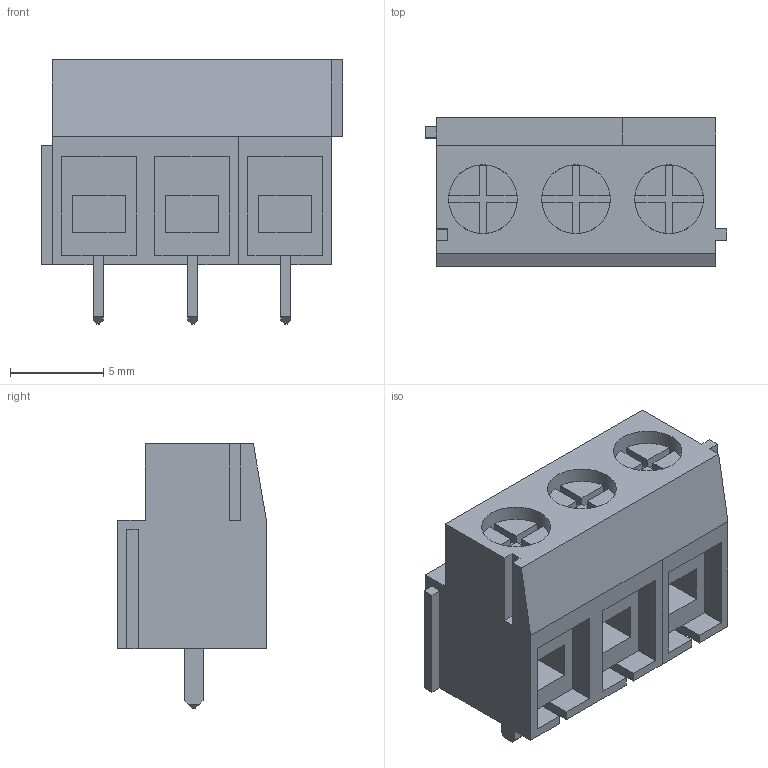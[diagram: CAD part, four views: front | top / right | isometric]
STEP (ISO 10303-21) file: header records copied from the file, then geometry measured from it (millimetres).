
FILE_DESCRIPTION(/* description */ (''),/* implementation_level */ '2;1');
FILE_NAME(/* name */ 'Terminal Block - 1X3.step',/* time_stamp */ '2022-01-10T20:38:43-07:00',/* author */ (''),/* organization */ (''),/* preprocessor_version */ 'ST-DEVELOPER v18.1',/* originating_system */ 'Autodesk Translation Framework v10.10.0.1391',/* authorisation */ '');
FILE_SCHEMA (('AUTOMOTIVE_DESIGN { 1 0 10303 214 3 1 1 }'));
Length unit declared in the file: millimetre
Products named in the file (1): Terminal Block - 1X3
Bounding box: 16.2 x 8 x 14.2 mm (x, y, z)
Volume: 1000.2 mm3; surface area: 1184.8 mm2
Topology: 1 solids, 1 shells, 146 faces, 398 edges, 259 vertices
Faces by surface type: plane 143, cylinder 3
Full cylindrical faces by diameter (mm): 3.7 x3
Entity records: 4562 total; most frequent: CARTESIAN_POINT 804, ORIENTED_EDGE 796, DIRECTION 722, EDGE_CURVE 398, LINE 368, VECTOR 368, VERTEX_POINT 259, AXIS2_PLACEMENT_3D 177
